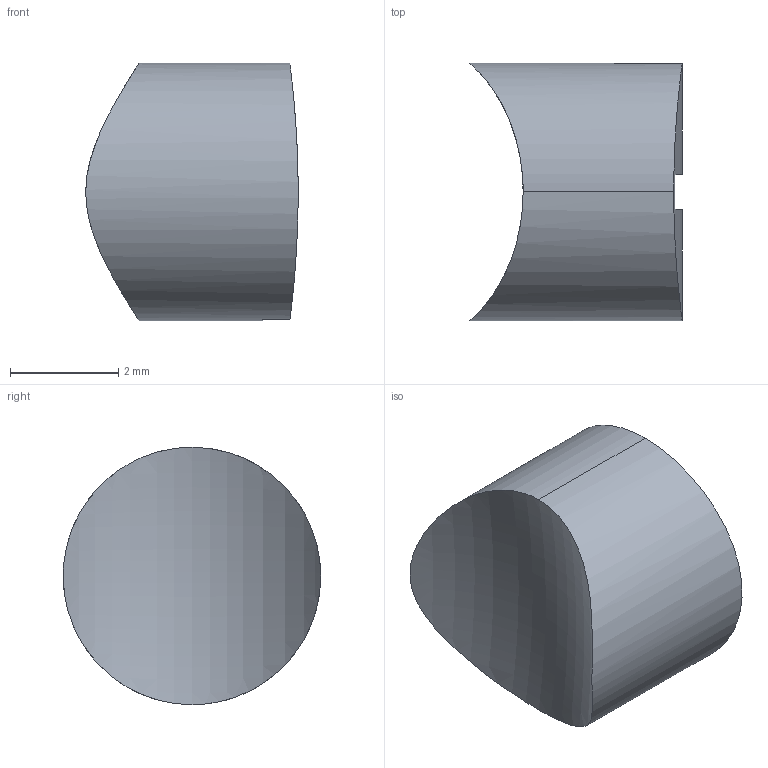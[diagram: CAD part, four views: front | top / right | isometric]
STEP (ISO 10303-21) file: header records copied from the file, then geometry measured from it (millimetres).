
FILE_DESCRIPTION (( 'STEP AP214' ), '1' );
FILE_NAME ('stopper.STEP', '2025-12-25T23:35:52', ( '' ), ( '' ), 'SwSTEP 2.0', 'SolidWorks 2026', '' );
FILE_SCHEMA (( 'AUTOMOTIVE_DESIGN' ));
Length unit declared in the file: millimetre
Products named in the file (1): stopper
Bounding box: 3.92 x 4.75 x 4.75 mm (x, y, z)
Volume: 52 mm3; surface area: 91.4 mm2
Topology: 1 solids, 1 shells, 8 faces, 18 edges, 12 vertices
Faces by surface type: cylinder 4, plane 3, torus 1
Entity records: 363 total; most frequent: CARTESIAN_POINT 165, ORIENTED_EDGE 36, DIRECTION 34, EDGE_CURVE 18, AXIS2_PLACEMENT_3D 13, VERTEX_POINT 12, VECTOR 8, EDGE_LOOP 8
